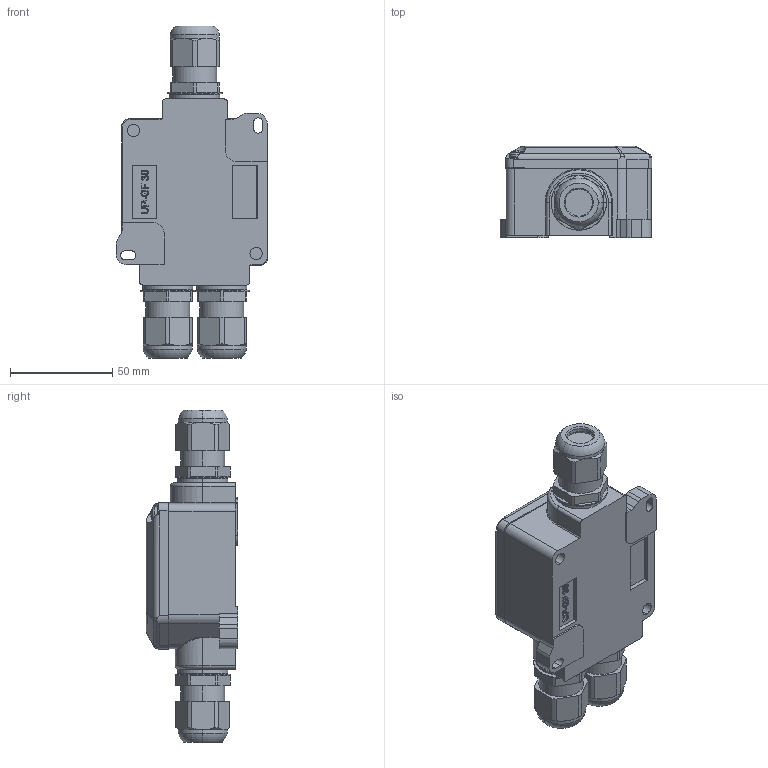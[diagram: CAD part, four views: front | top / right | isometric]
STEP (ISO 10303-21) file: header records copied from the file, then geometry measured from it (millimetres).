
FILE_DESCRIPTION (( 'STEP AP203' ), '1' );
FILE_NAME ('8102-2_-32-C995.STEP', '2014-05-14T13:36:40', ( '' ), ( '' ), 'SwSTEP 2.0', 'SolidWorks 2013', '' );
FILE_SCHEMA (( 'CONFIG_CONTROL_DESIGN' ));
Length unit declared in the file: millimetre
Products named in the file (15): 81_610_77_01_0_Vereinfacht; 509_626_0; 8102-2_-32-C995; 509_603_1; 81_610_77_01_0_Stutzen_Vereinfacht; 81_029_08_04_0; 81_610_77_01_0_Dichtung; 81_189_11_64_0; 81_610_77_01_0_Hutmutter_Vereinfacht; 80_409_01_50_0; Anschlussgewindedichtung_M20; Staubschutzkappe_M20; 81_029_05_05_0
Assembly tree (22 placements, depth 3):
  8102-2_-32-C995
    81_029_08_04_0
      81_029_08_04_0
      81_189_11_64_0  x5
      80_409_01_50_0  x2
    81_029_05_05_0
    509_626_0  x2
      509_626_0
      509_603_1
    81_610_77_01_0_Vereinfacht  x3
      81_610_77_01_0_Stutzen_Vereinfacht
      81_610_77_01_0_Dichtung
      81_610_77_01_0_Hutmutter_Vereinfacht
      Anschlussgewindedichtung_M20
      Staubschutzkappe_M20
Bounding box: 74.3 x 44.6 x 162.37 mm (x, y, z)
Volume: 155814.5 mm3; surface area: 84793.4 mm2
Topology: 28 solids, 28 shells, 1869 faces, 4884 edges, 3114 vertices
Faces by surface type: plane 708, cylinder 570, bspline 293, cone 190, torus 69, sphere 39
Entity records: 49318 total; most frequent: CARTESIAN_POINT 22918, ORIENTED_EDGE 5398, DIRECTION 4824, EDGE_CURVE 2699, VERTEX_POINT 1703, AXIS2_PLACEMENT_3D 1687, LINE 1450, VECTOR 1450
